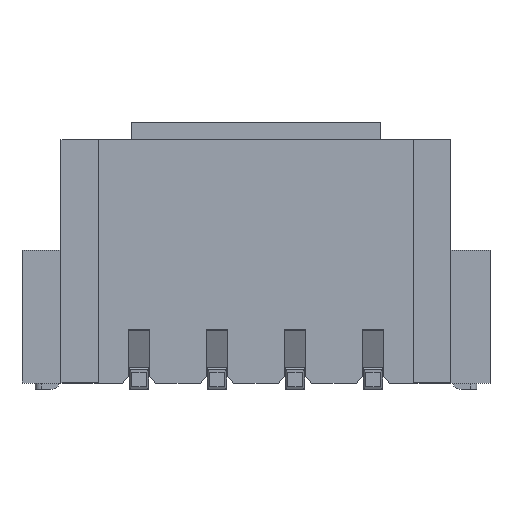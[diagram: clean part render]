
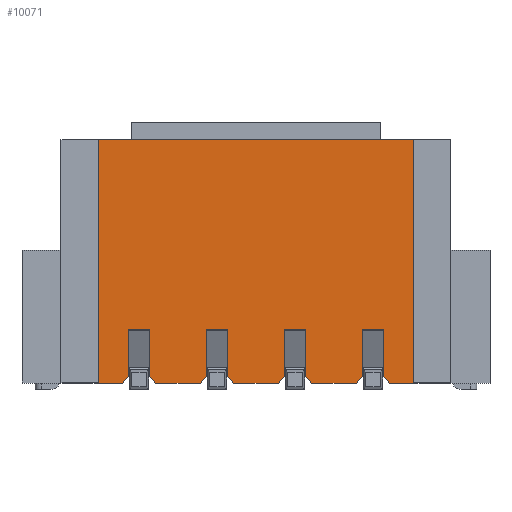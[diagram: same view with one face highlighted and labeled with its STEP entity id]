
A CAD part, top view. The second image highlights one B-rep face of the part: STEP entity #10071.
In plain terms, the highlighted planar face has unit normal (0, 0, 1).
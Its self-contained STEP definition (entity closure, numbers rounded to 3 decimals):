
#2145=DIRECTION('',(1.,0.,0.));
#2146=VECTOR('',#2145,10.1);
#2147=CARTESIAN_POINT('',(-12.55,0.,5.7));
#2148=LINE('',#2147,#2146);
#2741=DIRECTION('',(0.707,0.707,0.));
#2742=VECTOR('',#2741,0.283);
#2743=CARTESIAN_POINT('',(-11.79,-7.8,5.7));
#2744=LINE('',#2743,#2742);
#2745=DIRECTION('',(1.,0.,0.));
#2746=VECTOR('',#2745,0.76);
#2747=CARTESIAN_POINT('',(-12.55,-7.8,5.7));
#2748=LINE('',#2747,#2746);
#2749=DIRECTION('',(1.,0.,0.));
#2750=VECTOR('',#2749,0.76);
#2751=CARTESIAN_POINT('',(-3.21,-7.8,5.7));
#2752=LINE('',#2751,#2750);
#2753=DIRECTION('',(0.707,-0.707,0.));
#2754=VECTOR('',#2753,0.283);
#2755=CARTESIAN_POINT('',(-3.41,-7.6,5.7));
#2756=LINE('',#2755,#2754);
#2757=DIRECTION('',(0.707,0.707,0.));
#2758=VECTOR('',#2757,0.283);
#2759=CARTESIAN_POINT('',(-4.29,-7.8,5.7));
#2760=LINE('',#2759,#2758);
#2761=DIRECTION('',(1.,0.,0.));
#2762=VECTOR('',#2761,1.42);
#2763=CARTESIAN_POINT('',(-5.71,-7.8,5.7));
#2764=LINE('',#2763,#2762);
#2765=DIRECTION('',(0.707,-0.707,0.));
#2766=VECTOR('',#2765,0.283);
#2767=CARTESIAN_POINT('',(-5.91,-7.6,5.7));
#2768=LINE('',#2767,#2766);
#2769=DIRECTION('',(0.707,0.707,0.));
#2770=VECTOR('',#2769,0.283);
#2771=CARTESIAN_POINT('',(-6.79,-7.8,5.7));
#2772=LINE('',#2771,#2770);
#2773=DIRECTION('',(1.,0.,0.));
#2774=VECTOR('',#2773,1.42);
#2775=CARTESIAN_POINT('',(-8.21,-7.8,5.7));
#2776=LINE('',#2775,#2774);
#2777=DIRECTION('',(0.707,-0.707,0.));
#2778=VECTOR('',#2777,0.283);
#2779=CARTESIAN_POINT('',(-8.41,-7.6,5.7));
#2780=LINE('',#2779,#2778);
#2781=DIRECTION('',(0.707,0.707,0.));
#2782=VECTOR('',#2781,0.283);
#2783=CARTESIAN_POINT('',(-9.29,-7.8,5.7));
#2784=LINE('',#2783,#2782);
#2785=DIRECTION('',(1.,0.,0.));
#2786=VECTOR('',#2785,1.42);
#2787=CARTESIAN_POINT('',(-10.71,-7.8,5.7));
#2788=LINE('',#2787,#2786);
#2789=DIRECTION('',(0.707,-0.707,0.));
#2790=VECTOR('',#2789,0.283);
#2791=CARTESIAN_POINT('',(-10.91,-7.6,5.7));
#2792=LINE('',#2791,#2790);
#2793=DIRECTION('',(0.,-1.,0.));
#2794=VECTOR('',#2793,7.8);
#2795=CARTESIAN_POINT('',(-12.55,0.,5.7));
#2796=LINE('',#2795,#2794);
#2821=DIRECTION('',(0.,1.,0.));
#2822=VECTOR('',#2821,7.8);
#2823=CARTESIAN_POINT('',(-2.45,-7.8,5.7));
#2824=LINE('',#2823,#2822);
#2861=DIRECTION('',(0.,-1.,0.));
#2862=VECTOR('',#2861,1.5);
#2863=CARTESIAN_POINT('',(-3.41,-6.1,5.7));
#2864=LINE('',#2863,#2862);
#2869=DIRECTION('',(-1.,0.,0.));
#2870=VECTOR('',#2869,0.68);
#2871=CARTESIAN_POINT('',(-8.41,-6.1,5.7));
#2872=LINE('',#2871,#2870);
#2877=DIRECTION('',(-1.,0.,0.));
#2878=VECTOR('',#2877,0.68);
#2879=CARTESIAN_POINT('',(-5.91,-6.1,5.7));
#2880=LINE('',#2879,#2878);
#2885=DIRECTION('',(-1.,0.,0.));
#2886=VECTOR('',#2885,0.68);
#2887=CARTESIAN_POINT('',(-3.41,-6.1,5.7));
#2888=LINE('',#2887,#2886);
#2909=DIRECTION('',(-1.,0.,0.));
#2910=VECTOR('',#2909,0.68);
#2911=CARTESIAN_POINT('',(-10.91,-6.1,5.7));
#2912=LINE('',#2911,#2910);
#2941=DIRECTION('',(0.,-1.,0.));
#2942=VECTOR('',#2941,1.5);
#2943=CARTESIAN_POINT('',(-10.91,-6.1,5.7));
#2944=LINE('',#2943,#2942);
#2953=DIRECTION('',(0.,1.,0.));
#2954=VECTOR('',#2953,1.5);
#2955=CARTESIAN_POINT('',(-9.09,-7.6,5.7));
#2956=LINE('',#2955,#2954);
#2973=DIRECTION('',(0.,-1.,0.));
#2974=VECTOR('',#2973,1.5);
#2975=CARTESIAN_POINT('',(-8.41,-6.1,5.7));
#2976=LINE('',#2975,#2974);
#3005=DIRECTION('',(0.,1.,0.));
#3006=VECTOR('',#3005,1.5);
#3007=CARTESIAN_POINT('',(-6.59,-7.6,5.7));
#3008=LINE('',#3007,#3006);
#3025=DIRECTION('',(0.,-1.,0.));
#3026=VECTOR('',#3025,1.5);
#3027=CARTESIAN_POINT('',(-5.91,-6.1,5.7));
#3028=LINE('',#3027,#3026);
#3057=DIRECTION('',(0.,1.,0.));
#3058=VECTOR('',#3057,1.5);
#3059=CARTESIAN_POINT('',(-4.09,-7.6,5.7));
#3060=LINE('',#3059,#3058);
#3077=DIRECTION('',(0.,1.,0.));
#3078=VECTOR('',#3077,1.5);
#3079=CARTESIAN_POINT('',(-11.59,-7.6,5.7));
#3080=LINE('',#3079,#3078);
#5121=CARTESIAN_POINT('',(-10.71,-7.8,5.7));
#5123=VERTEX_POINT('',#5121);
#5124=CARTESIAN_POINT('',(-9.29,-7.8,5.7));
#5125=VERTEX_POINT('',#5124);
#5129=CARTESIAN_POINT('',(-8.21,-7.8,5.7));
#5131=VERTEX_POINT('',#5129);
#5132=CARTESIAN_POINT('',(-6.79,-7.8,5.7));
#5133=VERTEX_POINT('',#5132);
#5137=CARTESIAN_POINT('',(-5.71,-7.8,5.7));
#5139=VERTEX_POINT('',#5137);
#5140=CARTESIAN_POINT('',(-4.29,-7.8,5.7));
#5141=VERTEX_POINT('',#5140);
#5150=CARTESIAN_POINT('',(-12.55,-7.8,5.7));
#5151=VERTEX_POINT('',#5150);
#5152=CARTESIAN_POINT('',(-11.79,-7.8,5.7));
#5153=VERTEX_POINT('',#5152);
#5162=CARTESIAN_POINT('',(-3.21,-7.8,5.7));
#5163=VERTEX_POINT('',#5162);
#5164=CARTESIAN_POINT('',(-2.45,-7.8,5.7));
#5165=VERTEX_POINT('',#5164);
#5180=CARTESIAN_POINT('',(-10.91,-7.6,5.7));
#5181=VERTEX_POINT('',#5180);
#5216=CARTESIAN_POINT('',(-11.59,-7.6,5.7));
#5217=VERTEX_POINT('',#5216);
#5218=CARTESIAN_POINT('',(-12.55,0.,5.7));
#5219=VERTEX_POINT('',#5218);
#5220=CARTESIAN_POINT('',(-2.45,0.,5.7));
#5221=VERTEX_POINT('',#5220);
#5222=CARTESIAN_POINT('',(-3.41,-7.6,5.7));
#5223=VERTEX_POINT('',#5222);
#5224=CARTESIAN_POINT('',(-3.41,-6.1,5.7));
#5225=VERTEX_POINT('',#5224);
#5226=CARTESIAN_POINT('',(-4.09,-6.1,5.7));
#5227=VERTEX_POINT('',#5226);
#5228=CARTESIAN_POINT('',(-4.09,-7.6,5.7));
#5229=VERTEX_POINT('',#5228);
#5230=CARTESIAN_POINT('',(-5.91,-7.6,5.7));
#5231=VERTEX_POINT('',#5230);
#5232=CARTESIAN_POINT('',(-5.91,-6.1,5.7));
#5233=VERTEX_POINT('',#5232);
#5234=CARTESIAN_POINT('',(-6.59,-6.1,5.7));
#5235=VERTEX_POINT('',#5234);
#5236=CARTESIAN_POINT('',(-6.59,-7.6,5.7));
#5237=VERTEX_POINT('',#5236);
#5238=CARTESIAN_POINT('',(-8.41,-7.6,5.7));
#5239=VERTEX_POINT('',#5238);
#5240=CARTESIAN_POINT('',(-8.41,-6.1,5.7));
#5241=VERTEX_POINT('',#5240);
#5242=CARTESIAN_POINT('',(-9.09,-6.1,5.7));
#5243=VERTEX_POINT('',#5242);
#5244=CARTESIAN_POINT('',(-9.09,-7.6,5.7));
#5245=VERTEX_POINT('',#5244);
#5246=CARTESIAN_POINT('',(-10.91,-6.1,5.7));
#5247=VERTEX_POINT('',#5246);
#5248=CARTESIAN_POINT('',(-11.59,-6.1,5.7));
#5249=VERTEX_POINT('',#5248);
#10011=CARTESIAN_POINT('',(-7.5,-3.9,5.7));
#10012=DIRECTION('',(0.,0.,1.));
#10013=DIRECTION('',(1.,0.,0.));
#10014=AXIS2_PLACEMENT_3D('',#10011,#10012,#10013);
#10015=PLANE('',#10014);
#10016=ORIENTED_EDGE('',*,*,#10002,.F.);
#10017=ORIENTED_EDGE('',*,*,#6262,.F.);
#10019=ORIENTED_EDGE('',*,*,#10018,.F.);
#10020=ORIENTED_EDGE('',*,*,#9171,.T.);
#10022=ORIENTED_EDGE('',*,*,#10021,.F.);
#10024=ORIENTED_EDGE('',*,*,#10023,.F.);
#10026=ORIENTED_EDGE('',*,*,#10025,.F.);
#10028=ORIENTED_EDGE('',*,*,#10027,.F.);
#10030=ORIENTED_EDGE('',*,*,#10029,.T.);
#10032=ORIENTED_EDGE('',*,*,#10031,.F.);
#10034=ORIENTED_EDGE('',*,*,#10033,.F.);
#10036=ORIENTED_EDGE('',*,*,#10035,.F.);
#10038=ORIENTED_EDGE('',*,*,#10037,.F.);
#10040=ORIENTED_EDGE('',*,*,#10039,.F.);
#10042=ORIENTED_EDGE('',*,*,#10041,.T.);
#10044=ORIENTED_EDGE('',*,*,#10043,.F.);
#10046=ORIENTED_EDGE('',*,*,#10045,.F.);
#10048=ORIENTED_EDGE('',*,*,#10047,.F.);
#10050=ORIENTED_EDGE('',*,*,#10049,.F.);
#10052=ORIENTED_EDGE('',*,*,#10051,.F.);
#10054=ORIENTED_EDGE('',*,*,#10053,.T.);
#10056=ORIENTED_EDGE('',*,*,#10055,.F.);
#10058=ORIENTED_EDGE('',*,*,#10057,.F.);
#10060=ORIENTED_EDGE('',*,*,#10059,.F.);
#10062=ORIENTED_EDGE('',*,*,#10061,.F.);
#10064=ORIENTED_EDGE('',*,*,#10063,.F.);
#10066=ORIENTED_EDGE('',*,*,#10065,.T.);
#10068=ORIENTED_EDGE('',*,*,#10067,.F.);
#10069=EDGE_LOOP('',(#10016,#10017,#10019,#10020,#10022,#10024,#10026,#10028,
#10030,#10032,#10034,#10036,#10038,#10040,#10042,#10044,#10046,#10048,#10050,
#10052,#10054,#10056,#10058,#10060,#10062,#10064,#10066,#10068));
#10070=FACE_OUTER_BOUND('',#10069,.F.);
#6262=EDGE_CURVE('',#5151,#5153,#2748,.T.);
#9171=EDGE_CURVE('',#5219,#5221,#2148,.T.);
#10002=EDGE_CURVE('',#5153,#5217,#2744,.T.);
#10018=EDGE_CURVE('',#5219,#5151,#2796,.T.);
#10021=EDGE_CURVE('',#5165,#5221,#2824,.T.);
#10023=EDGE_CURVE('',#5163,#5165,#2752,.T.);
#10025=EDGE_CURVE('',#5223,#5163,#2756,.T.);
#10027=EDGE_CURVE('',#5225,#5223,#2864,.T.);
#10029=EDGE_CURVE('',#5225,#5227,#2888,.T.);
#10031=EDGE_CURVE('',#5229,#5227,#3060,.T.);
#10033=EDGE_CURVE('',#5141,#5229,#2760,.T.);
#10035=EDGE_CURVE('',#5139,#5141,#2764,.T.);
#10037=EDGE_CURVE('',#5231,#5139,#2768,.T.);
#10039=EDGE_CURVE('',#5233,#5231,#3028,.T.);
#10041=EDGE_CURVE('',#5233,#5235,#2880,.T.);
#10043=EDGE_CURVE('',#5237,#5235,#3008,.T.);
#10045=EDGE_CURVE('',#5133,#5237,#2772,.T.);
#10047=EDGE_CURVE('',#5131,#5133,#2776,.T.);
#10049=EDGE_CURVE('',#5239,#5131,#2780,.T.);
#10051=EDGE_CURVE('',#5241,#5239,#2976,.T.);
#10053=EDGE_CURVE('',#5241,#5243,#2872,.T.);
#10055=EDGE_CURVE('',#5245,#5243,#2956,.T.);
#10057=EDGE_CURVE('',#5125,#5245,#2784,.T.);
#10059=EDGE_CURVE('',#5123,#5125,#2788,.T.);
#10061=EDGE_CURVE('',#5181,#5123,#2792,.T.);
#10063=EDGE_CURVE('',#5247,#5181,#2944,.T.);
#10065=EDGE_CURVE('',#5247,#5249,#2912,.T.);
#10067=EDGE_CURVE('',#5217,#5249,#3080,.T.);
#10071=ADVANCED_FACE('',(#10070),#10015,.T.);
